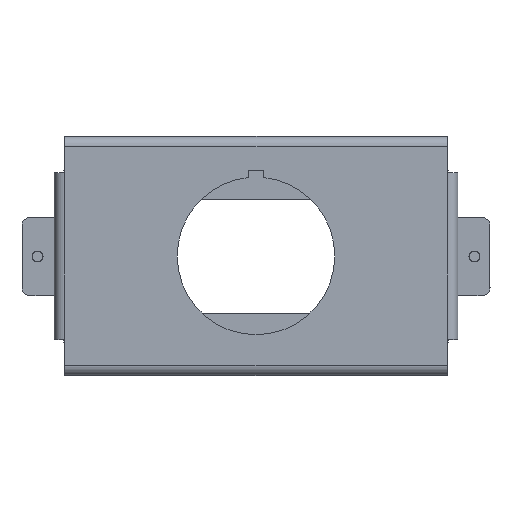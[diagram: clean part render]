
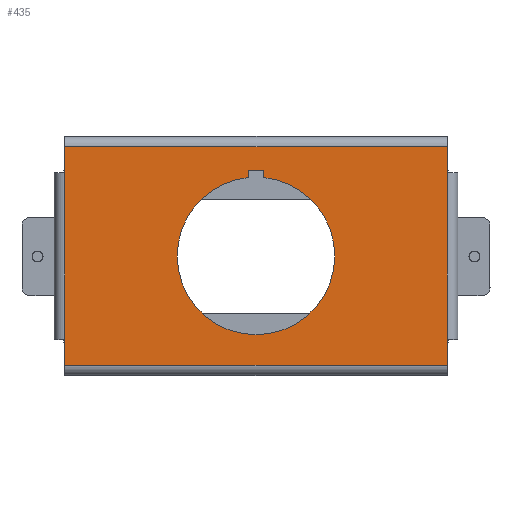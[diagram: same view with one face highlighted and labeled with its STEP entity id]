
A CAD part, top view. The second image highlights one B-rep face of the part: STEP entity #435.
In plain terms, the highlighted planar face has unit normal (0, 0, 1).
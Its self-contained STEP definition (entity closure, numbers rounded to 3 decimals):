
#435=ADVANCED_FACE('',(#967,#968),#969,.T.);
#967=FACE_BOUND('',#1614,.T.);
#968=FACE_OUTER_BOUND('',#1615,.T.);
#969=PLANE('',#1616);
#1614=EDGE_LOOP('',(#2820,#2821,#2822,#2823,#2824,#2825));
#1615=EDGE_LOOP('',(#2826,#2827,#2828,#2829,#2830,#2831,#2832,#2833,#2834,#2835,#2836,#2837));
#1616=AXIS2_PLACEMENT_3D('',#2838,#2839,#2840);
#2820=ORIENTED_EDGE('',*,*,#3962,.T.);
#2821=ORIENTED_EDGE('',*,*,#3958,.T.);
#2822=ORIENTED_EDGE('',*,*,#3886,.T.);
#2823=ORIENTED_EDGE('',*,*,#3955,.T.);
#2824=ORIENTED_EDGE('',*,*,#3883,.T.);
#2825=ORIENTED_EDGE('',*,*,#3966,.T.);
#2826=ORIENTED_EDGE('',*,*,#4162,.T.);
#2827=ORIENTED_EDGE('',*,*,#4207,.F.);
#2828=ORIENTED_EDGE('',*,*,#4113,.T.);
#2829=ORIENTED_EDGE('',*,*,#4195,.T.);
#2830=ORIENTED_EDGE('',*,*,#4208,.F.);
#2831=ORIENTED_EDGE('',*,*,#4021,.T.);
#2832=ORIENTED_EDGE('',*,*,#4173,.T.);
#2833=ORIENTED_EDGE('',*,*,#4052,.F.);
#2834=ORIENTED_EDGE('',*,*,#4126,.T.);
#2835=ORIENTED_EDGE('',*,*,#4183,.T.);
#2836=ORIENTED_EDGE('',*,*,#4209,.F.);
#2837=ORIENTED_EDGE('',*,*,#4203,.T.);
#2838=CARTESIAN_POINT('',(330.184,470.496,0.));
#2839=DIRECTION('',(0.,0.,1.0));
#2840=DIRECTION('',(1.0,0.,0.));
#3883=EDGE_CURVE('',#4661,#4665,#4667,.T.);
#3886=EDGE_CURVE('',#4672,#4669,#4673,.T.);
#3955=EDGE_CURVE('',#4669,#4661,#4775,.T.);
#3958=EDGE_CURVE('',#4779,#4672,#4780,.T.);
#3962=EDGE_CURVE('',#4785,#4779,#4786,.T.);
#3966=EDGE_CURVE('',#4665,#4785,#4790,.T.);
#4021=EDGE_CURVE('',#4871,#4869,#4872,.T.);
#4052=EDGE_CURVE('',#4917,#4919,#4920,.T.);
#4113=EDGE_CURVE('',#5013,#5011,#5014,.T.);
#4126=EDGE_CURVE('',#4917,#5034,#5036,.T.);
#4162=EDGE_CURVE('',#5080,#5085,#5087,.T.);
#4173=EDGE_CURVE('',#4869,#4919,#5100,.T.);
#4183=EDGE_CURVE('',#5034,#5111,#5113,.T.);
#4195=EDGE_CURVE('',#5011,#5125,#5127,.T.);
#4203=EDGE_CURVE('',#5137,#5080,#5138,.T.);
#4207=EDGE_CURVE('',#5013,#5085,#5143,.T.);
#4208=EDGE_CURVE('',#4871,#5125,#5144,.T.);
#4209=EDGE_CURVE('',#5137,#5111,#5145,.T.);
#4661=VERTEX_POINT('',#5785);
#4665=VERTEX_POINT('',#5790);
#4667=CIRCLE('',#5793,15.15);
#4669=VERTEX_POINT('',#5795);
#4672=VERTEX_POINT('',#5799);
#4673=CIRCLE('',#5800,15.15);
#4775=CIRCLE('',#5943,15.15);
#4779=VERTEX_POINT('',#5948);
#4780=LINE('',#5949,#5950);
#4785=VERTEX_POINT('',#5957);
#4786=LINE('',#5958,#5959);
#4790=LINE('',#5965,#5966);
#4869=VERTEX_POINT('',#6078);
#4871=VERTEX_POINT('',#6080);
#4872=LINE('',#6081,#6082);
#4917=VERTEX_POINT('',#6143);
#4919=VERTEX_POINT('',#6146);
#4920=LINE('',#6147,#6148);
#5011=VERTEX_POINT('',#6275);
#5013=VERTEX_POINT('',#6277);
#5014=LINE('',#6278,#6279);
#5034=VERTEX_POINT('',#6307);
#5036=LINE('',#6309,#6310);
#5080=VERTEX_POINT('',#6371);
#5085=VERTEX_POINT('',#6377);
#5087=LINE('',#6379,#6380);
#5100=LINE('',#6397,#6398);
#5111=VERTEX_POINT('',#6412);
#5113=LINE('',#6414,#6415);
#5125=VERTEX_POINT('',#6432);
#5127=LINE('',#6434,#6435);
#5137=VERTEX_POINT('',#6448);
#5138=LINE('',#6449,#6450);
#5143=LINE('',#6457,#6458);
#5144=LINE('',#6459,#6460);
#5145=LINE('',#6461,#6462);
#5785=CARTESIAN_POINT('',(315.034,470.496,0.));
#5790=CARTESIAN_POINT('',(328.684,485.571,0.));
#5793=AXIS2_PLACEMENT_3D('',#7244,#7245,#7246);
#5795=CARTESIAN_POINT('',(345.334,470.496,0.));
#5799=CARTESIAN_POINT('',(331.684,485.571,0.));
#5800=AXIS2_PLACEMENT_3D('',#7248,#7249,#7250);
#5943=AXIS2_PLACEMENT_3D('',#7322,#7323,#7324);
#5948=CARTESIAN_POINT('',(331.684,486.996,0.));
#5949=CARTESIAN_POINT('',(331.684,478.39,0.));
#5950=VECTOR('',#7326,1.0);
#5957=CARTESIAN_POINT('',(328.684,486.996,0.));
#5958=CARTESIAN_POINT('',(330.184,486.996,0.));
#5959=VECTOR('',#7329,1.0);
#5965=CARTESIAN_POINT('',(328.684,478.39,0.));
#5966=VECTOR('',#7332,1.0);
#6078=CARTESIAN_POINT('',(293.384,449.496,0.));
#6080=CARTESIAN_POINT('',(293.384,454.496,0.));
#6081=CARTESIAN_POINT('',(293.384,449.496,0.));
#6082=VECTOR('',#7387,1.0);
#6143=CARTESIAN_POINT('',(366.984,454.496,0.));
#6146=CARTESIAN_POINT('',(366.984,449.496,0.));
#6147=CARTESIAN_POINT('',(366.984,449.496,0.));
#6148=VECTOR('',#7426,1.0);
#6275=CARTESIAN_POINT('',(293.384,486.496,0.));
#6277=CARTESIAN_POINT('',(293.384,486.496,0.));
#6278=CARTESIAN_POINT('',(293.384,486.496,0.));
#6279=VECTOR('',#7496,1.0);
#6307=CARTESIAN_POINT('',(366.984,454.496,0.));
#6309=CARTESIAN_POINT('',(366.984,454.496,0.));
#6310=VECTOR('',#7511,1.0);
#6371=CARTESIAN_POINT('',(366.984,491.496,0.));
#6377=CARTESIAN_POINT('',(293.384,491.496,0.));
#6379=CARTESIAN_POINT('',(330.184,491.496,0.));
#6380=VECTOR('',#7551,1.0);
#6397=CARTESIAN_POINT('',(330.184,449.496,0.));
#6398=VECTOR('',#7562,1.0);
#6412=CARTESIAN_POINT('',(366.984,486.496,0.));
#6414=CARTESIAN_POINT('',(366.984,470.496,0.));
#6415=VECTOR('',#7572,1.0);
#6432=CARTESIAN_POINT('',(293.384,454.496,0.));
#6434=CARTESIAN_POINT('',(293.384,470.496,0.));
#6435=VECTOR('',#7581,1.0);
#6448=CARTESIAN_POINT('',(366.984,486.496,0.));
#6449=CARTESIAN_POINT('',(366.984,491.496,0.));
#6450=VECTOR('',#7588,1.0);
#6457=CARTESIAN_POINT('',(293.384,491.496,0.));
#6458=VECTOR('',#7591,1.0);
#6459=CARTESIAN_POINT('',(293.384,454.496,0.));
#6460=VECTOR('',#7592,1.0);
#6461=CARTESIAN_POINT('',(366.984,486.496,0.));
#6462=VECTOR('',#7593,1.0);
#7244=CARTESIAN_POINT('',(330.184,470.496,0.));
#7245=DIRECTION('',(0.,0.,-1.0));
#7246=DIRECTION('',(1.0,0.,0.));
#7248=CARTESIAN_POINT('',(330.184,470.496,0.));
#7249=DIRECTION('',(0.,0.,-1.0));
#7250=DIRECTION('',(1.0,0.,0.));
#7322=CARTESIAN_POINT('',(330.184,470.496,0.));
#7323=DIRECTION('',(0.,0.,-1.0));
#7324=DIRECTION('',(1.0,0.,0.));
#7326=DIRECTION('',(0.,-1.0,0.));
#7329=DIRECTION('',(1.0,0.,0.));
#7332=DIRECTION('',(0.,1.0,0.));
#7387=DIRECTION('',(0.,-1.0,0.));
#7426=DIRECTION('',(0.,-1.0,0.));
#7496=DIRECTION('',(-1.0,0.,0.));
#7511=DIRECTION('',(1.0,0.,0.));
#7551=DIRECTION('',(-1.0,0.,0.));
#7562=DIRECTION('',(1.0,0.,0.));
#7572=DIRECTION('',(0.,1.0,0.));
#7581=DIRECTION('',(0.,-1.0,0.));
#7588=DIRECTION('',(0.,1.0,0.));
#7591=DIRECTION('',(0.,1.0,0.));
#7592=DIRECTION('',(-1.0,0.,0.));
#7593=DIRECTION('',(1.0,0.,0.));
